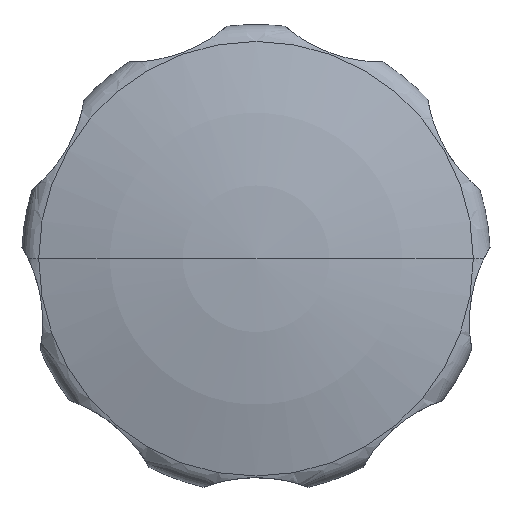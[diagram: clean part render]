
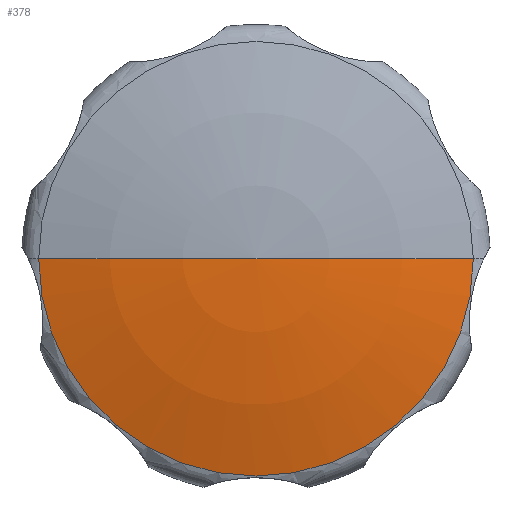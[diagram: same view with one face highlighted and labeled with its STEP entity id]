
A CAD part, top view. The second image highlights one B-rep face of the part: STEP entity #378.
In plain terms, the highlighted spherical face has radius 67.309 mm.
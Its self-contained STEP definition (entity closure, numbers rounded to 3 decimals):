
#378=ADVANCED_FACE('',(#797),#798,.T.);
#406=EDGE_CURVE('',#582,#514,#827,.T.);
#514=VERTEX_POINT('',#946);
#538=EDGE_CURVE('',#592,#514,#972,.T.);
#582=VERTEX_POINT('',#1017);
#592=VERTEX_POINT('',#1030);
#596=EDGE_CURVE('',#582,#592,#1034,.T.);
#797=FACE_OUTER_BOUND('',#1468,.T.);
#798=SPHERICAL_SURFACE('',#1469,67.309);
#827=CIRCLE('',#1509,18.551);
#946=CARTESIAN_POINT('',(18.551,0.,47.393));
#972=CIRCLE('',#1991,67.309);
#1017=CARTESIAN_POINT('',(-18.551,0.,47.393));
#1030=CARTESIAN_POINT('',(0.,0.,50.0));
#1034=CIRCLE('',#2174,67.309);
#1468=EDGE_LOOP('',(#2424,#2425,#2426));
#1469=AXIS2_PLACEMENT_3D('',#2427,#2428,#2429);
#1509=AXIS2_PLACEMENT_3D('',#2453,#2454,#2455);
#1991=AXIS2_PLACEMENT_3D('',#2619,#2620,#2621);
#2174=AXIS2_PLACEMENT_3D('',#2669,#2670,#2671);
#2424=ORIENTED_EDGE('',*,*,#596,.F.);
#2425=ORIENTED_EDGE('',*,*,#406,.T.);
#2426=ORIENTED_EDGE('',*,*,#538,.F.);
#2427=CARTESIAN_POINT('',(0.,0.,-17.309));
#2428=DIRECTION('',(0.,0.,1.0));
#2429=DIRECTION('',(-1.0,0.,0.0));
#2453=CARTESIAN_POINT('',(0.,0.,47.393));
#2454=DIRECTION('',(0.,0.,1.0));
#2455=DIRECTION('',(-1.0,0.,0.));
#2619=CARTESIAN_POINT('',(0.,0.,-17.309));
#2620=DIRECTION('',(0.,1.0,0.));
#2621=DIRECTION('',(0.0,0.,-1.0));
#2669=CARTESIAN_POINT('',(0.,0.,-17.309));
#2670=DIRECTION('',(0.,1.0,0.));
#2671=DIRECTION('',(0.0,0.,-1.0));
